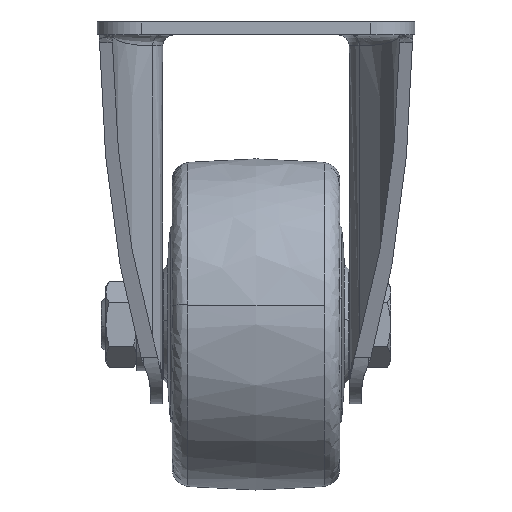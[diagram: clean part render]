
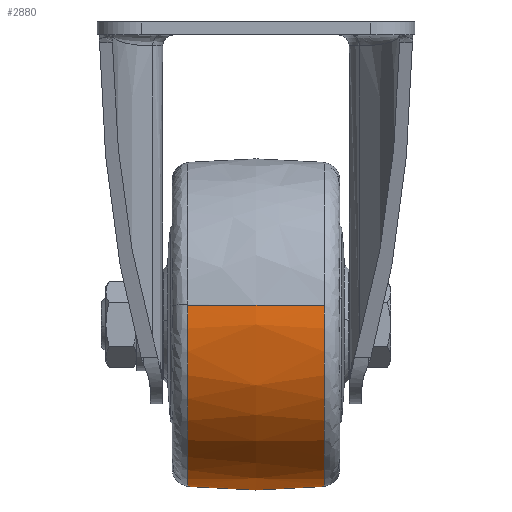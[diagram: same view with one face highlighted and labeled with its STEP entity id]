
A CAD part, left-side view. The second image highlights one B-rep face of the part: STEP entity #2880.
In plain terms, the highlighted free-form (B-spline) face has degree [2, 2] with [3, 9] control points.
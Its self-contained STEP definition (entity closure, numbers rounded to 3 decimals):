
#2067=CARTESIAN_POINT('',(0.0,15.411,-31.794));
#2068=VERTEX_POINT('',#2067);
#2082=CARTESIAN_POINT('',(36.417,15.411,-73.101));
#2083=VERTEX_POINT('',#2082);
#2084=CARTESIAN_POINT('',(36.417,15.411,-73.101));
#2085=CARTESIAN_POINT('',(36.706,15.411,-70.809));
#2086=CARTESIAN_POINT('',(36.706,15.411,-68.5));
#2087=CARTESIAN_POINT('',(36.706,15.411,-31.794));
#2088=CARTESIAN_POINT('',(0.0,15.411,-31.794));
#2096=(BOUNDED_CURVE()B_SPLINE_CURVE(2,(#2084,#2085,#2086,#2087,#2088),.UNSPECIFIED.,.F.,.U.)B_SPLINE_CURVE_WITH_KNOTS((3,2,3),(0.228,0.25,0.5),.UNSPECIFIED.)CURVE()GEOMETRIC_REPRESENTATION_ITEM()RATIONAL_B_SPLINE_CURVE((0.954,0.975,1.0,0.707,1.0))REPRESENTATION_ITEM(''));
#2097=EDGE_CURVE('',#2083,#2068,#2096,.T.);
#2154=CARTESIAN_POINT('',(0.0,15.411,-105.206));
#2155=VERTEX_POINT('',#2154);
#2156=CARTESIAN_POINT('',(0.0,15.411,-105.206));
#2157=CARTESIAN_POINT('',(32.361,15.411,-105.206));
#2158=CARTESIAN_POINT('',(36.417,15.411,-73.101));
#2166=(BOUNDED_CURVE()B_SPLINE_CURVE(2,(#2156,#2157,#2158),.UNSPECIFIED.,.F.,.U.)B_SPLINE_CURVE_WITH_KNOTS((3,3),(0.0,0.228),.UNSPECIFIED.)CURVE()GEOMETRIC_REPRESENTATION_ITEM()RATIONAL_B_SPLINE_CURVE((1.0,0.733,0.954))REPRESENTATION_ITEM(''));
#2167=EDGE_CURVE('',#2155,#2083,#2166,.T.);
#2169=CARTESIAN_POINT('',(-36.461,15.411,-64.262));
#2170=VERTEX_POINT('',#2169);
#2171=CARTESIAN_POINT('',(-36.461,15.411,-64.262));
#2172=CARTESIAN_POINT('',(-36.706,15.411,-66.374));
#2173=CARTESIAN_POINT('',(-36.706,15.411,-68.5));
#2174=CARTESIAN_POINT('',(-36.706,15.411,-105.206));
#2175=CARTESIAN_POINT('',(0.0,15.411,-105.206));
#2183=(BOUNDED_CURVE()B_SPLINE_CURVE(2,(#2171,#2172,#2173,#2174,#2175),.UNSPECIFIED.,.F.,.U.)B_SPLINE_CURVE_WITH_KNOTS((3,2,3),(0.73,0.75,1.0),.UNSPECIFIED.)CURVE()GEOMETRIC_REPRESENTATION_ITEM()RATIONAL_B_SPLINE_CURVE((0.957,0.977,1.0,0.707,1.0))REPRESENTATION_ITEM(''));
#2184=EDGE_CURVE('',#2170,#2155,#2183,.T.);
#2235=CARTESIAN_POINT('',(11.695,-15.411,-103.293));
#2236=VERTEX_POINT('',#2235);
#2237=CARTESIAN_POINT('',(36.564,-15.411,-65.275));
#2238=VERTEX_POINT('',#2237);
#2239=CARTESIAN_POINT('',(11.695,-15.411,-103.293));
#2240=CARTESIAN_POINT('',(36.706,-15.411,-94.886));
#2241=CARTESIAN_POINT('',(36.706,-15.411,-68.5));
#2242=CARTESIAN_POINT('',(36.706,-15.411,-66.885));
#2243=CARTESIAN_POINT('',(36.564,-15.411,-65.275));
#2251=(BOUNDED_CURVE()B_SPLINE_CURVE(2,(#2239,#2240,#2241,#2242,#2243),.UNSPECIFIED.,.F.,.U.)B_SPLINE_CURVE_WITH_KNOTS((3,2,3),(0.054,0.25,0.265),.UNSPECIFIED.)CURVE()GEOMETRIC_REPRESENTATION_ITEM()RATIONAL_B_SPLINE_CURVE((0.901,0.771,1.0,0.982,0.966))REPRESENTATION_ITEM(''));
#2252=EDGE_CURVE('',#2236,#2238,#2251,.T.);
#2337=CARTESIAN_POINT('',(0.0,-15.411,-105.206));
#2338=VERTEX_POINT('',#2337);
#2339=CARTESIAN_POINT('',(0.0,-15.411,-105.206));
#2340=CARTESIAN_POINT('',(6.004,-15.411,-105.206));
#2341=CARTESIAN_POINT('',(11.695,-15.411,-103.293));
#2349=(BOUNDED_CURVE()B_SPLINE_CURVE(2,(#2339,#2340,#2341),.UNSPECIFIED.,.F.,.U.)B_SPLINE_CURVE_WITH_KNOTS((3,3),(0.0,0.054),.UNSPECIFIED.)CURVE()GEOMETRIC_REPRESENTATION_ITEM()RATIONAL_B_SPLINE_CURVE((1.0,0.937,0.901))REPRESENTATION_ITEM(''));
#2350=EDGE_CURVE('',#2338,#2236,#2349,.T.);
#2399=CARTESIAN_POINT('',(0.0,-15.411,-31.794));
#2400=VERTEX_POINT('',#2399);
#2401=CARTESIAN_POINT('',(36.564,-15.411,-65.275));
#2402=CARTESIAN_POINT('',(33.612,-15.411,-31.794));
#2403=CARTESIAN_POINT('',(0.0,-15.411,-31.794));
#2411=(BOUNDED_CURVE()B_SPLINE_CURVE(2,(#2401,#2402,#2403),.UNSPECIFIED.,.F.,.U.)B_SPLINE_CURVE_WITH_KNOTS((3,3),(0.265,0.5),.UNSPECIFIED.)CURVE()GEOMETRIC_REPRESENTATION_ITEM()RATIONAL_B_SPLINE_CURVE((0.966,0.725,1.0))REPRESENTATION_ITEM(''));
#2412=EDGE_CURVE('',#2238,#2400,#2411,.T.);
#2414=CARTESIAN_POINT('',(-36.461,-15.411,-64.262));
#2415=VERTEX_POINT('',#2414);
#2429=CARTESIAN_POINT('',(-36.461,-15.411,-64.262));
#2430=CARTESIAN_POINT('',(-36.706,-15.411,-66.374));
#2431=CARTESIAN_POINT('',(-36.706,-15.411,-68.5));
#2432=CARTESIAN_POINT('',(-36.706,-15.411,-105.206));
#2433=CARTESIAN_POINT('',(0.0,-15.411,-105.206));
#2441=(BOUNDED_CURVE()B_SPLINE_CURVE(2,(#2429,#2430,#2431,#2432,#2433),.UNSPECIFIED.,.F.,.U.)B_SPLINE_CURVE_WITH_KNOTS((3,2,3),(0.73,0.75,1.0),.UNSPECIFIED.)CURVE()GEOMETRIC_REPRESENTATION_ITEM()RATIONAL_B_SPLINE_CURVE((0.957,0.977,1.0,0.707,1.0))REPRESENTATION_ITEM(''));
#2442=EDGE_CURVE('',#2415,#2338,#2441,.T.);
#2810=CARTESIAN_POINT('',(-36.296,-16.941,-64.281));
#2811=CARTESIAN_POINT('',(-38.209,0.,-64.059));
#2812=CARTESIAN_POINT('',(-36.296,16.941,-64.281));
#2813=CARTESIAN_POINT('',(-36.54,-16.941,-66.383));
#2814=CARTESIAN_POINT('',(-38.466,0.,-66.272));
#2815=CARTESIAN_POINT('',(-36.54,16.941,-66.383));
#2816=CARTESIAN_POINT('',(-36.54,-16.941,-68.5));
#2817=CARTESIAN_POINT('',(-38.466,0.,-68.5));
#2818=CARTESIAN_POINT('',(-36.54,16.941,-68.5));
#2819=CARTESIAN_POINT('',(-36.54,-16.941,-105.04));
#2820=CARTESIAN_POINT('',(-38.466,0.,-106.966));
#2821=CARTESIAN_POINT('',(-36.54,16.941,-105.04));
#2822=CARTESIAN_POINT('',(0.0,-16.941,-105.04));
#2823=CARTESIAN_POINT('',(0.0,0.,-106.966));
#2824=CARTESIAN_POINT('',(0.0,16.941,-105.04));
#2825=CARTESIAN_POINT('',(36.54,-16.941,-105.04));
#2826=CARTESIAN_POINT('',(38.466,0.,-106.966));
#2827=CARTESIAN_POINT('',(36.54,16.941,-105.04));
#2828=CARTESIAN_POINT('',(36.54,-16.941,-68.5));
#2829=CARTESIAN_POINT('',(38.466,0.,-68.5));
#2830=CARTESIAN_POINT('',(36.54,16.941,-68.5));
#2831=CARTESIAN_POINT('',(36.54,-16.941,-31.96));
#2832=CARTESIAN_POINT('',(38.466,0.,-30.034));
#2833=CARTESIAN_POINT('',(36.54,16.941,-31.96));
#2834=CARTESIAN_POINT('',(0.0,-16.941,-31.96));
#2835=CARTESIAN_POINT('',(0.0,0.,-30.034));
#2836=CARTESIAN_POINT('',(0.0,16.941,-31.96));
#2844=(BOUNDED_SURFACE()B_SPLINE_SURFACE(2,2,((#2810,#2813,#2816,#2819,#2822,#2825,#2828,#2831,#2834),(#2811,#2814,#2817,#2820,#2823,#2826,#2829,#2832,#2835),(#2812,#2815,#2818,#2821,#2824,#2827,#2830,#2833,#2836)),.UNSPECIFIED.,.F.,.F.,.U.)B_SPLINE_SURFACE_WITH_KNOTS((3,3),(3,2,2,2,3),(0.0,33.991),(0.0,4.971,67.103,129.235,191.367),.UNSPECIFIED.)GEOMETRIC_REPRESENTATION_ITEM()RATIONAL_B_SPLINE_SURFACE(((0.84,0.857,0.878,0.621,0.878,0.621,0.878,0.621,0.878),(0.835,0.852,0.872,0.617,0.872,0.617,0.872,0.617,0.872),(0.84,0.857,0.878,0.621,0.878,0.621,0.878,0.621,0.878)))REPRESENTATION_ITEM('')SURFACE());
#2845=ORIENTED_EDGE('',*,*,#2184,.T.);
#2846=ORIENTED_EDGE('',*,*,#2167,.T.);
#2847=ORIENTED_EDGE('',*,*,#2097,.T.);
#2848=CARTESIAN_POINT('',(0.0,-15.411,-31.794));
#2849=CARTESIAN_POINT('',(0.0,0.,-30.202));
#2850=CARTESIAN_POINT('',(0.0,15.411,-31.794));
#2858=(BOUNDED_CURVE()B_SPLINE_CURVE(2,(#2848,#2849,#2850),.UNSPECIFIED.,.F.,.U.)B_SPLINE_CURVE_WITH_KNOTS((3,3),(0.432,0.568),.UNSPECIFIED.)CURVE()GEOMETRIC_REPRESENTATION_ITEM()RATIONAL_B_SPLINE_CURVE((0.877,0.873,0.877))REPRESENTATION_ITEM(''));
#2859=EDGE_CURVE('',#2400,#2068,#2858,.T.);
#2860=ORIENTED_EDGE('',*,*,#2859,.F.);
#2861=ORIENTED_EDGE('',*,*,#2412,.F.);
#2862=ORIENTED_EDGE('',*,*,#2252,.F.);
#2863=ORIENTED_EDGE('',*,*,#2350,.F.);
#2864=ORIENTED_EDGE('',*,*,#2442,.F.);
#2865=CARTESIAN_POINT('',(-36.461,-15.411,-64.262));
#2866=CARTESIAN_POINT('',(-38.042,0.,-64.078));
#2867=CARTESIAN_POINT('',(-36.461,15.411,-64.262));
#2875=(BOUNDED_CURVE()B_SPLINE_CURVE(2,(#2865,#2866,#2867),.UNSPECIFIED.,.F.,.U.)B_SPLINE_CURVE_WITH_KNOTS((3,3),(0.432,0.568),.UNSPECIFIED.)CURVE()GEOMETRIC_REPRESENTATION_ITEM()RATIONAL_B_SPLINE_CURVE((0.839,0.835,0.839))REPRESENTATION_ITEM(''));
#2876=EDGE_CURVE('',#2415,#2170,#2875,.T.);
#2877=ORIENTED_EDGE('',*,*,#2876,.T.);
#2878=EDGE_LOOP('',(#2845,#2846,#2847,#2860,#2861,#2862,#2863,#2864,#2877));
#2879=FACE_OUTER_BOUND('',#2878,.T.);
#2880=ADVANCED_FACE('',(#2879),#2844,.T.);
